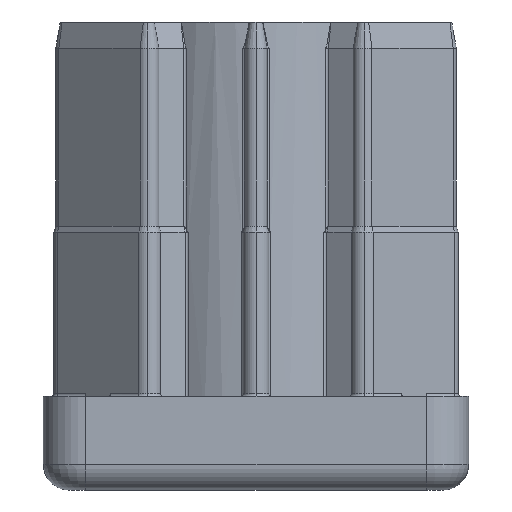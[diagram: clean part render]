
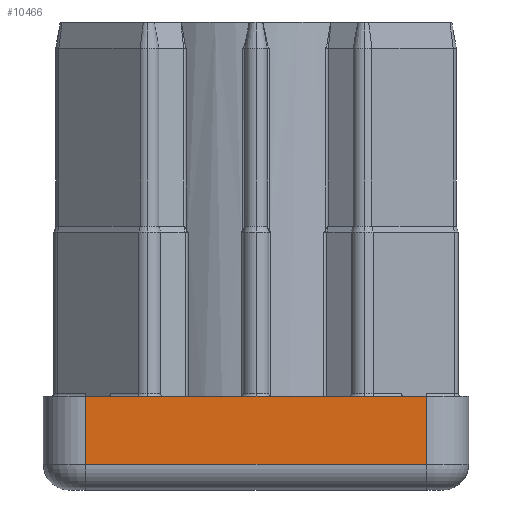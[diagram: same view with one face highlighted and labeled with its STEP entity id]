
A CAD part, left-side view. The second image highlights one B-rep face of the part: STEP entity #10466.
In plain terms, the highlighted planar face has unit normal (-1, 0, 0).
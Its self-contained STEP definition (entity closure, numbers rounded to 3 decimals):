
#659 = ORIENTED_EDGE ( 'NONE', *, *, #2812, .T. ) ;
#1181 = CARTESIAN_POINT ( 'NONE',  ( -25., -20., 11. ) ) ;
#1306 = LINE ( 'NONE', #1181, #7767 ) ;
#1507 = VECTOR ( 'NONE', #10897, 1000. ) ;
#2136 = PLANE ( 'NONE',  #8769 ) ;
#2161 = EDGE_LOOP ( 'NONE', ( #7292, #2341, #659, #8272 ) ) ;
#2322 = DIRECTION ( 'NONE',  ( 0., 0., 1. ) ) ;
#2341 = ORIENTED_EDGE ( 'NONE', *, *, #2700, .T. ) ;
#2615 = EDGE_CURVE ( 'NONE', #12292, #8095, #11967, .T. ) ;
#2699 = FACE_OUTER_BOUND ( 'NONE', #2161, .T. ) ;
#2700 = EDGE_CURVE ( 'NONE', #8095, #9016, #3569, .T. ) ;
#2812 = EDGE_CURVE ( 'NONE', #9016, #3305, #1306, .T. ) ;
#3305 = VERTEX_POINT ( 'NONE', #12412 ) ;
#3569 = LINE ( 'NONE', #11107, #9330 ) ;
#4213 = CARTESIAN_POINT ( 'NONE',  ( -25., -20., 3. ) ) ;
#6371 = CARTESIAN_POINT ( 'NONE',  ( -25., 20., 3. ) ) ;
#6825 = DIRECTION ( 'NONE',  ( 0., -1., 0. ) ) ;
#7029 = CARTESIAN_POINT ( 'NONE',  ( -25., -25., 11. ) ) ;
#7292 = ORIENTED_EDGE ( 'NONE', *, *, #2615, .T. ) ;
#7439 = DIRECTION ( 'NONE',  ( 0., -1., 0. ) ) ;
#7505 = LINE ( 'NONE', #14123, #11173 ) ;
#7767 = VECTOR ( 'NONE', #2322, 1000. ) ;
#8095 = VERTEX_POINT ( 'NONE', #6371 ) ;
#8272 = ORIENTED_EDGE ( 'NONE', *, *, #13671, .F. ) ;
#8274 = DIRECTION ( 'NONE',  ( 0., 0., -1. ) ) ;
#8769 = AXIS2_PLACEMENT_3D ( 'NONE', #7029, #15578, #8274 ) ;
#9016 = VERTEX_POINT ( 'NONE', #4213 ) ;
#9330 = VECTOR ( 'NONE', #7439, 1000. ) ;
#9675 = CARTESIAN_POINT ( 'NONE',  ( -25., 20., 11. ) ) ;
#10466 = ADVANCED_FACE ( 'NONE', ( #2699 ), #2136, .F. ) ;
#10897 = DIRECTION ( 'NONE',  ( 0., 0., -1. ) ) ;
#11107 = CARTESIAN_POINT ( 'NONE',  ( -25., -20., 3. ) ) ;
#11173 = VECTOR ( 'NONE', #6825, 1000. ) ;
#11967 = LINE ( 'NONE', #9675, #1507 ) ;
#12292 = VERTEX_POINT ( 'NONE', #14519 ) ;
#12412 = CARTESIAN_POINT ( 'NONE',  ( -25., -20., 11. ) ) ;
#13671 = EDGE_CURVE ( 'NONE', #12292, #3305, #7505, .T. ) ;
#14123 = CARTESIAN_POINT ( 'NONE',  ( -25., -25., 11. ) ) ;
#14519 = CARTESIAN_POINT ( 'NONE',  ( -25., 20., 11. ) ) ;
#15578 = DIRECTION ( 'NONE',  ( 1., 0., 0. ) ) ;
